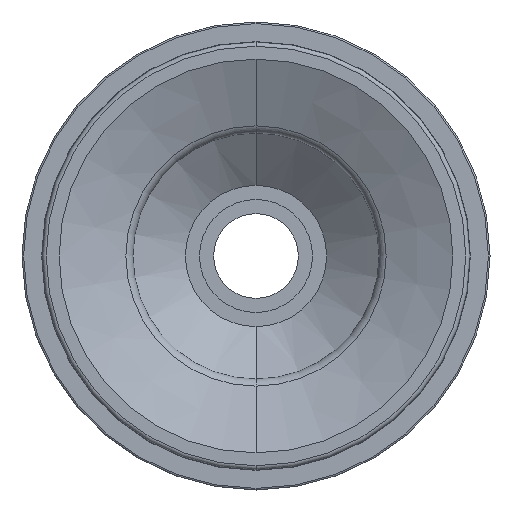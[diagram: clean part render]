
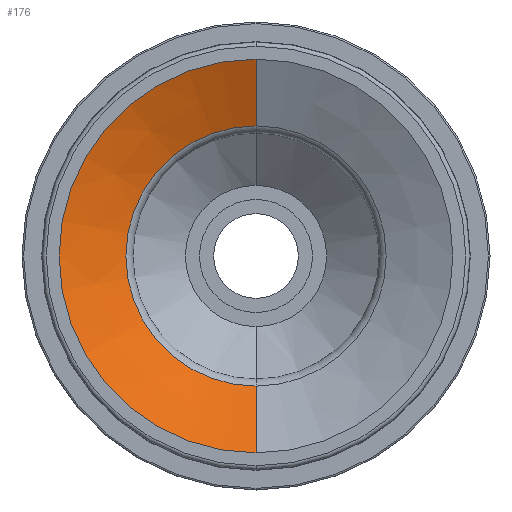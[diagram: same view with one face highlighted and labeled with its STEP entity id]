
A CAD part, front view. The second image highlights one B-rep face of the part: STEP entity #176.
In plain terms, the highlighted conical face has half-angle 65.468 degrees and reference radius 24.399 mm.
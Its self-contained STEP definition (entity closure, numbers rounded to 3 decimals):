
#176=ADVANCED_FACE('',(#443),#444,.F.);
#443=FACE_OUTER_BOUND('',#813,.T.);
#444=CONICAL_SURFACE('',#814,24.399,1.143);
#813=EDGE_LOOP('',(#4373,#4374,#4375,#4376));
#814=AXIS2_PLACEMENT_3D('',#4377,#4378,#4379);
#4373=ORIENTED_EDGE('',*,*,#5152,.T.);
#4374=ORIENTED_EDGE('',*,*,#5216,.T.);
#4375=ORIENTED_EDGE('',*,*,#5217,.F.);
#4376=ORIENTED_EDGE('',*,*,#5218,.F.);
#4377=CARTESIAN_POINT('',(0.0,-35.3,0.0));
#4378=DIRECTION('',(0.0,-1.0,-0.0));
#4379=DIRECTION('',(0.0,0.0,-1.0));
#5152=EDGE_CURVE('',#5538,#5542,#5544,.T.);
#5216=EDGE_CURVE('',#5542,#5646,#5647,.T.);
#5217=EDGE_CURVE('',#5648,#5646,#5649,.T.);
#5218=EDGE_CURVE('',#5538,#5648,#5650,.T.);
#5538=VERTEX_POINT('',#6087);
#5542=VERTEX_POINT('',#6091);
#5544=CIRCLE('',#6093,16.127);
#5646=VERTEX_POINT('',#6203);
#5647=LINE('',#6204,#6205);
#5648=VERTEX_POINT('',#6206);
#5649=CIRCLE('',#6207,24.399);
#5650=LINE('',#6208,#6209);
#6087=CARTESIAN_POINT('',(0.0,-31.525,-16.127));
#6091=CARTESIAN_POINT('',(0.,-31.525,16.127));
#6093=AXIS2_PLACEMENT_3D('',#8022,#8023,#8024);
#6203=CARTESIAN_POINT('',(0.,-35.3,24.399));
#6204=CARTESIAN_POINT('',(0.,-35.3,24.399));
#6205=VECTOR('',#8153,1000.0);
#6206=CARTESIAN_POINT('',(0.0,-35.3,-24.399));
#6207=AXIS2_PLACEMENT_3D('',#8154,#8155,#8156);
#6208=CARTESIAN_POINT('',(0.0,-35.3,-24.399));
#6209=VECTOR('',#8157,1000.0);
#8022=CARTESIAN_POINT('',(0.0,-31.525,0.0));
#8023=DIRECTION('',(0.0,1.0,0.0));
#8024=DIRECTION('',(0.0,0.0,1.0));
#8153=DIRECTION('',(0.,-0.415,0.91));
#8154=CARTESIAN_POINT('',(0.0,-35.3,0.0));
#8155=DIRECTION('',(0.0,1.0,0.0));
#8156=DIRECTION('',(0.0,0.0,1.0));
#8157=DIRECTION('',(0.0,-0.415,-0.91));
